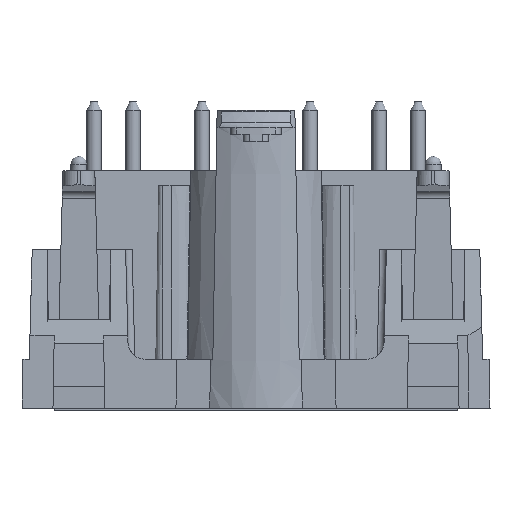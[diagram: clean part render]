
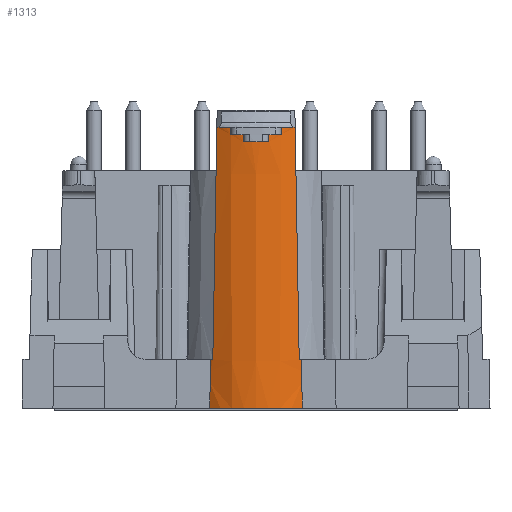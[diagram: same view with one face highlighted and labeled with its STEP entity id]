
A CAD part, left-side view. The second image highlights one B-rep face of the part: STEP entity #1313.
In plain terms, the highlighted conical face has half-angle 0.356 degrees and reference radius 5.5 mm.
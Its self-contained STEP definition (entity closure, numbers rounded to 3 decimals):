
#1313 = ADVANCED_FACE( '', ( #2749 ), #2750, .T. );
#2749 = FACE_OUTER_BOUND( '', #4244, .T. );
#2750 = CONICAL_SURFACE( '', #4245, 5.5, 0.006 );
#4244 = EDGE_LOOP( '', ( #8076, #8077, #8078, #8079, #8080, #8081, #8082, #8083, #8084, #8085, #8086, #8087, #8088, #8089, #8090, #8091 ) );
#4245 = AXIS2_PLACEMENT_3D( '', #8092, #8093, #8094 );
#8076 = ORIENTED_EDGE( '', *, *, #9251, .F. );
#8077 = ORIENTED_EDGE( '', *, *, #9959, .F. );
#8078 = ORIENTED_EDGE( '', *, *, #9351, .T. );
#8079 = ORIENTED_EDGE( '', *, *, #9955, .F. );
#8080 = ORIENTED_EDGE( '', *, *, #9950, .T. );
#8081 = ORIENTED_EDGE( '', *, *, #9830, .T. );
#8082 = ORIENTED_EDGE( '', *, *, #9900, .T. );
#8083 = ORIENTED_EDGE( '', *, *, #9367, .T. );
#8084 = ORIENTED_EDGE( '', *, *, #8639, .T. );
#8085 = ORIENTED_EDGE( '', *, *, #9577, .T. );
#8086 = ORIENTED_EDGE( '', *, *, #9918, .T. );
#8087 = ORIENTED_EDGE( '', *, *, #9997, .T. );
#8088 = ORIENTED_EDGE( '', *, *, #9833, .T. );
#8089 = ORIENTED_EDGE( '', *, *, #9672, .F. );
#8090 = ORIENTED_EDGE( '', *, *, #9870, .T. );
#8091 = ORIENTED_EDGE( '', *, *, #9180, .T. );
#8092 = CARTESIAN_POINT( '', ( -27.5, 0., 3.4 ) );
#8093 = DIRECTION( '', ( 0., 0., 1. ) );
#8094 = DIRECTION( '', ( -1., 0., 0. ) );
#8639 = EDGE_CURVE( '', #10387, #10385, #10388, .T. );
#9180 = EDGE_CURVE( '', #11281, #11279, #11282, .T. );
#9251 = EDGE_CURVE( '', #11385, #11279, #11387, .T. );
#9351 = EDGE_CURVE( '', #11540, #11544, #11546, .T. );
#9367 = EDGE_CURVE( '', #11567, #10387, #11568, .T. );
#9577 = EDGE_CURVE( '', #10385, #11850, #11852, .T. );
#9672 = EDGE_CURVE( '', #11969, #11971, #11972, .T. );
#9830 = EDGE_CURVE( '', #12162, #12160, #12163, .T. );
#9833 = EDGE_CURVE( '', #12166, #11971, #12167, .T. );
#9870 = EDGE_CURVE( '', #11969, #11281, #12211, .T. );
#9900 = EDGE_CURVE( '', #12160, #11567, #12242, .T. );
#9918 = EDGE_CURVE( '', #11850, #12259, #12261, .T. );
#9950 = EDGE_CURVE( '', #12297, #12162, #12298, .T. );
#9955 = EDGE_CURVE( '', #12297, #11544, #12303, .T. );
#9959 = EDGE_CURVE( '', #11540, #11385, #12307, .T. );
#9997 = EDGE_CURVE( '', #12259, #12166, #12346, .T. );
#10385 = VERTEX_POINT( '', #12849 );
#10387 = VERTEX_POINT( '', #12852 );
#10388 = CIRCLE( '', #12853, 5.594 );
#11279 = VERTEX_POINT( '', #14114 );
#11281 = VERTEX_POINT( '', #14117 );
#11282 = ELLIPSE( '', #14118, 255.779, 4.172 );
#11385 = VERTEX_POINT( '', #14280 );
#11387 = CIRCLE( '', #14283, 5.479 );
#11540 = VERTEX_POINT( '', #14489 );
#11544 = VERTEX_POINT( '', #14493 );
#11546 = CIRCLE( '', #14495, 5.5 );
#11567 = VERTEX_POINT( '', #14526 );
#11568 = LINE( '', #14527, #14528 );
#11850 = VERTEX_POINT( '', #14932 );
#11852 = LINE( '', #14935, #14936 );
#11969 = VERTEX_POINT( '', #15101 );
#11971 = VERTEX_POINT( '', #15103 );
#11972 = ELLIPSE( '', #15104, 430.867, 7.027 );
#12160 = VERTEX_POINT( '', #15410 );
#12162 = VERTEX_POINT( '', #15413 );
#12163 = LINE( '', #15414, #15415 );
#12166 = VERTEX_POINT( '', #15419 );
#12167 = CIRCLE( '', #15420, 5.6 );
#12211 = CIRCLE( '', #15501, 5.5 );
#12242 = CIRCLE( '', #15539, 5.597 );
#12259 = VERTEX_POINT( '', #15558 );
#12261 = CIRCLE( '', #15561, 5.597 );
#12297 = VERTEX_POINT( '', #15617 );
#12298 = CIRCLE( '', #15618, 5.6 );
#12303 = ELLIPSE( '', #15625, 430.867, 7.027 );
#12307 = ELLIPSE( '', #15635, 255.779, 4.172 );
#12346 = LINE( '', #15680, #15681 );
#12849 = CARTESIAN_POINT( '', ( -33.021, 0.9, 18.5 ) );
#12852 = CARTESIAN_POINT( '', ( -33.021, -0.9, 18.5 ) );
#12853 = AXIS2_PLACEMENT_3D( '', #15992, #15993, #15994 );
#14114 = CARTESIAN_POINT( '', ( -31.941, 3.209, 0. ) );
#14117 = CARTESIAN_POINT( '', ( -32., 3.162, 3.4 ) );
#14118 = AXIS2_PLACEMENT_3D( '', #16701, #16702, #16703 );
#14280 = CARTESIAN_POINT( '', ( -31.941, -3.209, 0. ) );
#14283 = AXIS2_PLACEMENT_3D( '', #16772, #16773, #16774 );
#14489 = CARTESIAN_POINT( '', ( -32., -3.162, 3.4 ) );
#14493 = CARTESIAN_POINT( '', ( -32.11, -3., 3.4 ) );
#14495 = AXIS2_PLACEMENT_3D( '', #16918, #16919, #16920 );
#14526 = CARTESIAN_POINT( '', ( -33.024, -0.9, 19. ) );
#14527 = CARTESIAN_POINT( '', ( -33.022, -0.9, 18.75 ) );
#14528 = VECTOR( '', #16931, 1000. );
#14932 = CARTESIAN_POINT( '', ( -33.024, 0.9, 19. ) );
#14935 = CARTESIAN_POINT( '', ( -33.022, 0.9, 18.75 ) );
#14936 = VECTOR( '', #17153, 1000. );
#15101 = CARTESIAN_POINT( '', ( -32.11, 3., 3.4 ) );
#15103 = CARTESIAN_POINT( '', ( -32.396, 2.719, 19.5 ) );
#15104 = AXIS2_PLACEMENT_3D( '', #17242, #17243, #17244 );
#15410 = CARTESIAN_POINT( '', ( -32.816, -1.75, 19. ) );
#15413 = CARTESIAN_POINT( '', ( -32.82, -1.75, 19.5 ) );
#15414 = CARTESIAN_POINT( '', ( -32.818, -1.75, 19.25 ) );
#15415 = VECTOR( '', #17375, 1000. );
#15419 = CARTESIAN_POINT( '', ( -32.82, 1.75, 19.5 ) );
#15420 = AXIS2_PLACEMENT_3D( '', #17377, #17378, #17379 );
#15501 = AXIS2_PLACEMENT_3D( '', #17413, #17414, #17415 );
#15539 = AXIS2_PLACEMENT_3D( '', #17441, #17442, #17443 );
#15558 = CARTESIAN_POINT( '', ( -32.816, 1.75, 19. ) );
#15561 = AXIS2_PLACEMENT_3D( '', #17456, #17457, #17458 );
#15617 = CARTESIAN_POINT( '', ( -32.396, -2.719, 19.5 ) );
#15618 = AXIS2_PLACEMENT_3D( '', #17482, #17483, #17484 );
#15625 = AXIS2_PLACEMENT_3D( '', #17487, #17488, #17489 );
#15635 = AXIS2_PLACEMENT_3D( '', #17491, #17492, #17493 );
#15680 = CARTESIAN_POINT( '', ( -32.818, 1.75, 19.25 ) );
#15681 = VECTOR( '', #17509, 1000. );
#15992 = CARTESIAN_POINT( '', ( -27.5, 0., 18.5 ) );
#15993 = DIRECTION( '', ( 0., 0., -1. ) );
#15994 = DIRECTION( '', ( -1., 0., 0. ) );
#16701 = CARTESIAN_POINT( '', ( -29.088, 0., -163.403 ) );
#16702 = DIRECTION( '', ( -1., 0., -0.017 ) );
#16703 = DIRECTION( '', ( -0.017, 0., 1. ) );
#16772 = CARTESIAN_POINT( '', ( -27.5, 0., 0. ) );
#16773 = DIRECTION( '', ( 0., 0., -1. ) );
#16774 = DIRECTION( '', ( 1., 0., 0. ) );
#16918 = CARTESIAN_POINT( '', ( -27.5, 0., 3.4 ) );
#16919 = DIRECTION( '', ( 0., 0., -1. ) );
#16920 = DIRECTION( '', ( -1., 0., 0. ) );
#16931 = DIRECTION( '', ( 0.006, 0., -1. ) );
#17153 = DIRECTION( '', ( -0.006, 0., 1. ) );
#17242 = CARTESIAN_POINT( '', ( -27.5, -2.676, 328.565 ) );
#17243 = DIRECTION( '', ( 0., 1., 0.017 ) );
#17244 = DIRECTION( '', ( 0., -0.017, 1. ) );
#17375 = DIRECTION( '', ( 0.007, 0., -1. ) );
#17377 = CARTESIAN_POINT( '', ( -27.5, 0., 19.5 ) );
#17378 = DIRECTION( '', ( 0., 0., -1. ) );
#17379 = DIRECTION( '', ( -1., 0., 0. ) );
#17413 = CARTESIAN_POINT( '', ( -27.5, 0., 3.4 ) );
#17414 = DIRECTION( '', ( 0., 0., -1. ) );
#17415 = DIRECTION( '', ( -1., 0., 0. ) );
#17441 = CARTESIAN_POINT( '', ( -27.5, 0., 19. ) );
#17442 = DIRECTION( '', ( 0., 0., -1. ) );
#17443 = DIRECTION( '', ( -1., 0., 0. ) );
#17456 = CARTESIAN_POINT( '', ( -27.5, 0., 19. ) );
#17457 = DIRECTION( '', ( 0., 0., -1. ) );
#17458 = DIRECTION( '', ( -1., 0., 0. ) );
#17482 = CARTESIAN_POINT( '', ( -27.5, 0., 19.5 ) );
#17483 = DIRECTION( '', ( 0., 0., -1. ) );
#17484 = DIRECTION( '', ( -1., 0., 0. ) );
#17487 = CARTESIAN_POINT( '', ( -27.5, 2.676, 328.565 ) );
#17488 = DIRECTION( '', ( 0., -1., 0.017 ) );
#17489 = DIRECTION( '', ( 0., 0.017, 1. ) );
#17491 = CARTESIAN_POINT( '', ( -29.088, 0., -163.403 ) );
#17492 = DIRECTION( '', ( 1., 0., 0.017 ) );
#17493 = DIRECTION( '', ( -0.017, 0., 1. ) );
#17509 = DIRECTION( '', ( -0.007, 0., 1. ) );
